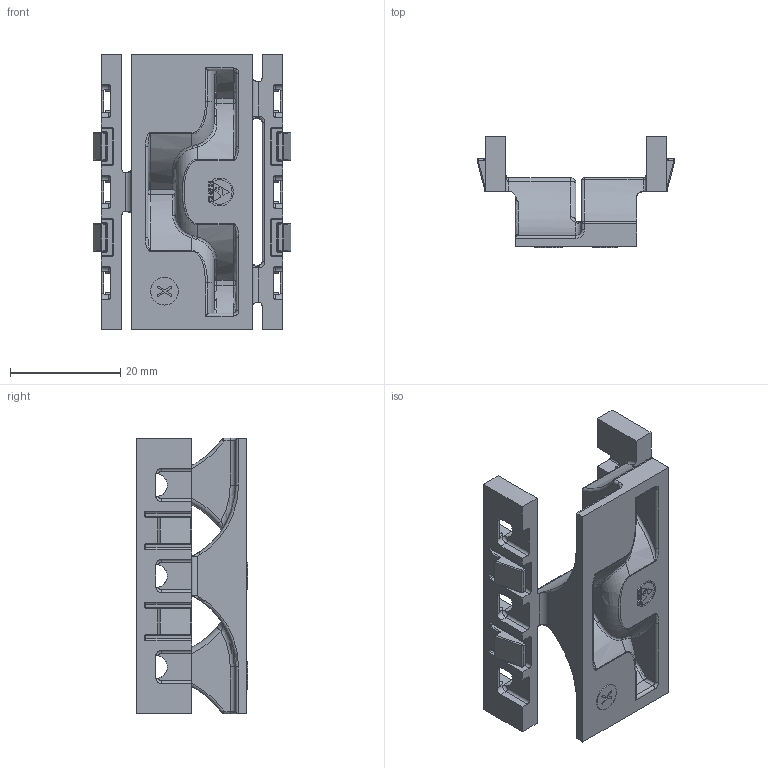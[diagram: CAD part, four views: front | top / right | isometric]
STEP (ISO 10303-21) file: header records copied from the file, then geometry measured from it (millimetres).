
FILE_DESCRIPTION (( 'STEP AP203' ), '1' );
FILE_NAME ('062ACH2691ESD.50.STEP', '2015-09-11T14:17:52', ( 'Fath' ), ( 'Hewlett-Packard Company' ), 'SwSTEP 2.0', 'SolidWorks 2014', '' );
FILE_SCHEMA (( 'CONFIG_CONTROL_DESIGN' ));
Length unit declared in the file: millimetre
Products named in the file (1): 062ACH2691ESD.50
Bounding box: 35.88 x 20.15 x 50 mm (x, y, z)
Volume: 7894.4 mm3; surface area: 7560.1 mm2
Topology: 1 solids, 1 shells, 626 faces, 1641 edges, 992 vertices
Faces by surface type: plane 246, cylinder 218, torus 87, bspline 41, sphere 34
Entity records: 20807 total; most frequent: CARTESIAN_POINT 5545, ORIENTED_EDGE 3218, DIRECTION 3193, EDGE_CURVE 1609, AXIS2_PLACEMENT_3D 1144, VERTEX_POINT 992, VECTOR 905, LINE 905
